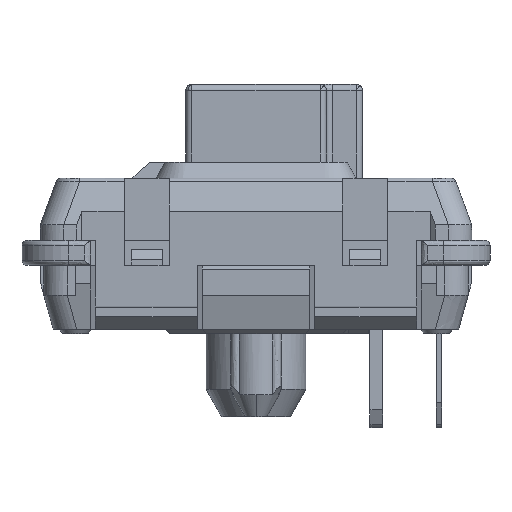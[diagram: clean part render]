
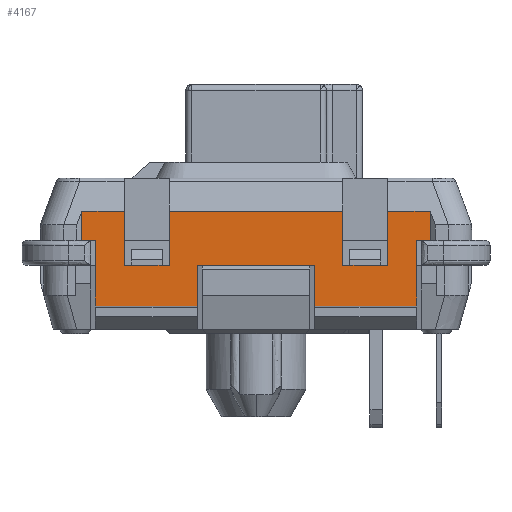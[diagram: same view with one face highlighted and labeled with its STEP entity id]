
A CAD part, left-side view. The second image highlights one B-rep face of the part: STEP entity #4167.
In plain terms, the highlighted planar face has unit normal (-1, 0, 0).
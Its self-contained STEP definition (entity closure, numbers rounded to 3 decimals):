
#150=CARTESIAN_POINT('',(-6.749,-1.878,0.));
#151=VERTEX_POINT('',#150);
#158=CARTESIAN_POINT('',(-6.749,1.878,0.));
#159=VERTEX_POINT('',#158);
#160=CARTESIAN_POINT('',(-6.749,1.878,0.));
#161=DIRECTION('',(-0.,-1.,-0.));
#162=VECTOR('',#161,3.755);
#163=LINE('',#160,#162);
#164=EDGE_CURVE('',#159,#151,#163,.T.);
#220=CARTESIAN_POINT('',(-6.749,-1.878,-1.304));
#221=VERTEX_POINT('',#220);
#229=CARTESIAN_POINT('',(-6.749,-5.145,-1.304));
#230=VERTEX_POINT('',#229);
#237=CARTESIAN_POINT('',(-6.749,-5.145,-1.304));
#238=DIRECTION('',(0.,1.,0.));
#239=VECTOR('',#238,3.268);
#240=LINE('',#237,#239);
#241=EDGE_CURVE('',#230,#221,#240,.T.);
#340=CARTESIAN_POINT('',(-6.749,1.878,-1.304));
#341=VERTEX_POINT('',#340);
#342=CARTESIAN_POINT('',(-6.749,1.878,0.));
#343=DIRECTION('',(0.,0.,-1.));
#344=VECTOR('',#343,1.304);
#345=LINE('',#342,#344);
#346=EDGE_CURVE('',#159,#341,#345,.T.);
#385=CARTESIAN_POINT('',(-6.749,-1.878,-1.304));
#386=DIRECTION('',(0.,0.,1.));
#387=VECTOR('',#386,1.304);
#388=LINE('',#385,#387);
#389=EDGE_CURVE('',#221,#151,#388,.T.);
#3116=CARTESIAN_POINT('',(-6.749,4.222,0.));
#3117=VERTEX_POINT('',#3116);
#3126=CARTESIAN_POINT('',(-6.749,2.781,0.));
#3127=VERTEX_POINT('',#3126);
#3128=CARTESIAN_POINT('',(-6.749,4.222,0.));
#3129=DIRECTION('',(-0.,-1.,-0.));
#3130=VECTOR('',#3129,1.441);
#3131=LINE('',#3128,#3130);
#3132=EDGE_CURVE('',#3117,#3127,#3131,.T.);
#3170=CARTESIAN_POINT('',(-6.749,4.222,1.742));
#3171=VERTEX_POINT('',#3170);
#3178=CARTESIAN_POINT('',(-6.749,4.222,1.742));
#3179=DIRECTION('',(0.,0.,-1.));
#3180=VECTOR('',#3179,1.742);
#3181=LINE('',#3178,#3180);
#3182=EDGE_CURVE('',#3171,#3117,#3181,.T.);
#3268=CARTESIAN_POINT('',(-6.749,2.781,1.742));
#3269=VERTEX_POINT('',#3268);
#3270=CARTESIAN_POINT('',(-6.749,2.781,0.));
#3271=DIRECTION('',(0.,0.,1.));
#3272=VECTOR('',#3271,1.742);
#3273=LINE('',#3270,#3272);
#3274=EDGE_CURVE('',#3127,#3269,#3273,.T.);
#3313=CARTESIAN_POINT('',(-6.749,-2.781,1.742));
#3314=VERTEX_POINT('',#3313);
#3315=CARTESIAN_POINT('',(-6.749,-2.781,1.742));
#3316=DIRECTION('',(0.,1.,-0.));
#3317=VECTOR('',#3316,5.562);
#3318=LINE('',#3315,#3317);
#3319=EDGE_CURVE('',#3314,#3269,#3318,.T.);
#3570=CARTESIAN_POINT('',(-6.749,-2.781,0.));
#3571=VERTEX_POINT('',#3570);
#3580=CARTESIAN_POINT('',(-6.749,-4.222,0.));
#3581=VERTEX_POINT('',#3580);
#3582=CARTESIAN_POINT('',(-6.749,-2.781,0.));
#3583=DIRECTION('',(-0.,-1.,-0.));
#3584=VECTOR('',#3583,1.441);
#3585=LINE('',#3582,#3584);
#3586=EDGE_CURVE('',#3571,#3581,#3585,.T.);
#3663=CARTESIAN_POINT('',(-6.749,-2.781,1.742));
#3664=DIRECTION('',(0.,0.,-1.));
#3665=VECTOR('',#3664,1.742);
#3666=LINE('',#3663,#3665);
#3667=EDGE_CURVE('',#3314,#3571,#3666,.T.);
#3735=CARTESIAN_POINT('',(-6.749,-4.222,1.742));
#3736=VERTEX_POINT('',#3735);
#3737=CARTESIAN_POINT('',(-6.749,-4.222,0.));
#3738=DIRECTION('',(0.,0.,1.));
#3739=VECTOR('',#3738,1.742);
#3740=LINE('',#3737,#3739);
#3741=EDGE_CURVE('',#3581,#3736,#3740,.T.);
#3758=CARTESIAN_POINT('',(-6.749,-5.582,1.742));
#3759=VERTEX_POINT('',#3758);
#3760=CARTESIAN_POINT('',(-6.749,-5.582,1.742));
#3761=DIRECTION('',(0.,1.,0.));
#3762=VECTOR('',#3761,1.36);
#3763=LINE('',#3760,#3762);
#3764=EDGE_CURVE('',#3759,#3736,#3763,.T.);
#4038=CARTESIAN_POINT('',(-6.749,-5.582,0.8));
#4039=VERTEX_POINT('',#4038);
#4055=CARTESIAN_POINT('',(-6.749,-5.582,1.742));
#4056=DIRECTION('',(0.,0.,-1.));
#4057=VECTOR('',#4056,0.942);
#4058=LINE('',#4055,#4057);
#4059=EDGE_CURVE('',#3759,#4039,#4058,.T.);
#4069=CARTESIAN_POINT('',(-6.749,5.582,1.742));
#4070=VERTEX_POINT('',#4069);
#4087=CARTESIAN_POINT('',(-6.749,5.582,0.8));
#4088=VERTEX_POINT('',#4087);
#4095=CARTESIAN_POINT('',(-6.749,5.582,0.8));
#4096=DIRECTION('',(0.,-0.,1.));
#4097=VECTOR('',#4096,0.942);
#4098=LINE('',#4095,#4097);
#4099=EDGE_CURVE('',#4088,#4070,#4098,.T.);
#4104=CARTESIAN_POINT('',(-6.749,5.582,1.742));
#4105=DIRECTION('',(-1.,0.,0.));
#4106=DIRECTION('',(0.,1.,0.));
#4107=AXIS2_PLACEMENT_3D('',#4104,#4105,#4106);
#4108=PLANE('',#4107);
#4109=ORIENTED_EDGE('',*,*,#241,.F.);
#4110=CARTESIAN_POINT('',(-6.749,-5.145,0.8));
#4111=VERTEX_POINT('',#4110);
#4112=CARTESIAN_POINT('',(-6.749,-5.145,0.8));
#4113=DIRECTION('',(0.,0.,-1.));
#4114=VECTOR('',#4113,2.104);
#4115=LINE('',#4112,#4114);
#4116=EDGE_CURVE('',#4111,#230,#4115,.T.);
#4117=ORIENTED_EDGE('',*,*,#4116,.F.);
#4118=CARTESIAN_POINT('',(-6.749,-5.145,0.8));
#4119=DIRECTION('',(-0.,-1.,-0.));
#4120=VECTOR('',#4119,0.436);
#4121=LINE('',#4118,#4120);
#4122=EDGE_CURVE('',#4111,#4039,#4121,.T.);
#4123=ORIENTED_EDGE('',*,*,#4122,.T.);
#4124=ORIENTED_EDGE('',*,*,#4059,.F.);
#4125=ORIENTED_EDGE('',*,*,#3764,.T.);
#4126=ORIENTED_EDGE('',*,*,#3741,.F.);
#4127=ORIENTED_EDGE('',*,*,#3586,.F.);
#4128=ORIENTED_EDGE('',*,*,#3667,.F.);
#4129=ORIENTED_EDGE('',*,*,#3319,.T.);
#4130=ORIENTED_EDGE('',*,*,#3274,.F.);
#4131=ORIENTED_EDGE('',*,*,#3132,.F.);
#4132=ORIENTED_EDGE('',*,*,#3182,.F.);
#4133=CARTESIAN_POINT('',(-6.749,4.222,1.742));
#4134=DIRECTION('',(0.,1.,0.));
#4135=VECTOR('',#4134,1.36);
#4136=LINE('',#4133,#4135);
#4137=EDGE_CURVE('',#3171,#4070,#4136,.T.);
#4138=ORIENTED_EDGE('',*,*,#4137,.T.);
#4139=ORIENTED_EDGE('',*,*,#4099,.F.);
#4140=CARTESIAN_POINT('',(-6.749,5.145,0.8));
#4141=VERTEX_POINT('',#4140);
#4142=CARTESIAN_POINT('',(-6.749,5.582,0.8));
#4143=DIRECTION('',(-0.,-1.,-0.));
#4144=VECTOR('',#4143,0.436);
#4145=LINE('',#4142,#4144);
#4146=EDGE_CURVE('',#4088,#4141,#4145,.T.);
#4147=ORIENTED_EDGE('',*,*,#4146,.T.);
#4148=CARTESIAN_POINT('',(-6.749,5.145,-1.304));
#4149=VERTEX_POINT('',#4148);
#4150=CARTESIAN_POINT('',(-6.749,5.145,-1.304));
#4151=DIRECTION('',(0.,0.,1.));
#4152=VECTOR('',#4151,2.104);
#4153=LINE('',#4150,#4152);
#4154=EDGE_CURVE('',#4149,#4141,#4153,.T.);
#4155=ORIENTED_EDGE('',*,*,#4154,.F.);
#4156=CARTESIAN_POINT('',(-6.749,1.878,-1.304));
#4157=DIRECTION('',(0.,1.,0.));
#4158=VECTOR('',#4157,3.268);
#4159=LINE('',#4156,#4158);
#4160=EDGE_CURVE('',#341,#4149,#4159,.T.);
#4161=ORIENTED_EDGE('',*,*,#4160,.F.);
#4162=ORIENTED_EDGE('',*,*,#346,.F.);
#4163=ORIENTED_EDGE('',*,*,#164,.T.);
#4164=ORIENTED_EDGE('',*,*,#389,.F.);
#4165=EDGE_LOOP('',(#4109,#4117,#4123,#4124,#4125,#4126,#4127,#4128,#4129,#4130,#4131,#4132,#4138,#4139,#4147,#4155,#4161,#4162,#4163,#4164));
#4166=FACE_BOUND('',#4165,.T.);
#4167=ADVANCED_FACE('',(#4166),#4108,.T.);
